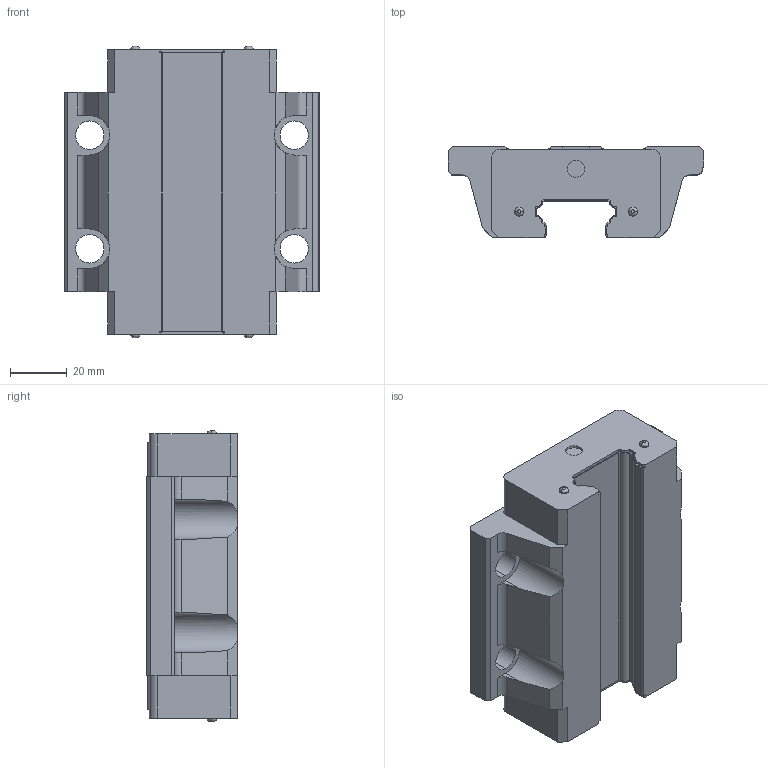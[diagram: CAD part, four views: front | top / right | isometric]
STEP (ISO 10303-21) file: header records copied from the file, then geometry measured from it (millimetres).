
FILE_DESCRIPTION (( 'STEP AP203' ), '1' );
FILE_NAME ('EGW30CC.STEP', '2007-01-16T10:16:50', ( 'HIWIN GmbH' ), ( '77654 Offenburg' ), 'SwSTEP 2.0', 'SolidWorks 2006104', '' );
FILE_SCHEMA (( 'CONFIG_CONTROL_DESIGN' ));
Length unit declared in the file: millimetre
Products named in the file (1): EGW30CC
Bounding box: 90 x 32 x 102.5 mm (x, y, z)
Volume: 183799.4 mm3; surface area: 30321.8 mm2
Topology: 1 solids, 1 shells, 196 faces, 548 edges, 363 vertices
Faces by surface type: plane 112, cylinder 76, torus 8
Entity records: 6419 total; most frequent: CARTESIAN_POINT 1162, ORIENTED_EDGE 1096, DIRECTION 1092, EDGE_CURVE 548, AXIS2_PLACEMENT_3D 365, VERTEX_POINT 363, VECTOR 362, LINE 362
